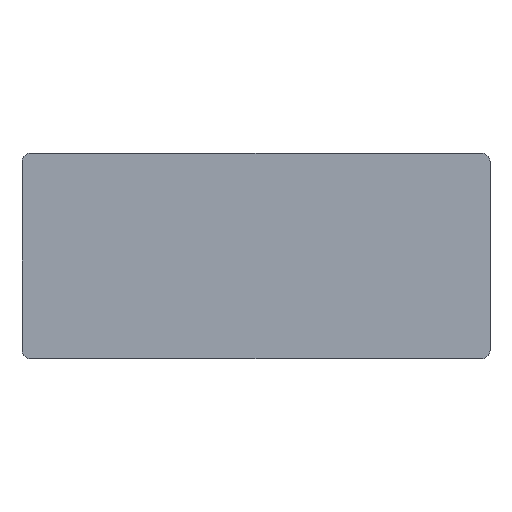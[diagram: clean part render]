
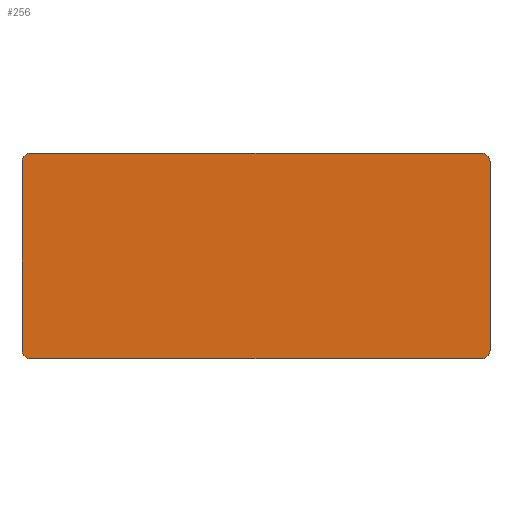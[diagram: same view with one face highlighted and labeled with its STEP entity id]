
A CAD part, top view. The second image highlights one B-rep face of the part: STEP entity #256.
In plain terms, the highlighted planar face has unit normal (0, 0, 1).
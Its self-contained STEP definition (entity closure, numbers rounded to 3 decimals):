
#141=CARTESIAN_POINT('',(0.5,-6.05,1.5));
#142=VERTEX_POINT('',#141);
#149=CARTESIAN_POINT('',(0.0,-5.55,1.5));
#150=VERTEX_POINT('',#149);
#151=CARTESIAN_POINT('',(0.5,-5.55,1.5));
#152=DIRECTION('',(0.0,0.0,-1.0));
#153=DIRECTION('',(-0.707,-0.707,0.0));
#154=AXIS2_PLACEMENT_3D('',#151,#152,#153);
#155=CIRCLE('',#154,0.5);
#156=EDGE_CURVE('',#142,#150,#155,.T.);
#173=CARTESIAN_POINT('',(0.0,5.55,1.5));
#174=VERTEX_POINT('',#173);
#175=CARTESIAN_POINT('',(0.0,5.55,1.5));
#176=DIRECTION('',(0.0,-1.0,0.0));
#177=VECTOR('',#176,11.1);
#178=LINE('',#175,#177);
#179=EDGE_CURVE('',#174,#150,#178,.T.);
#198=CARTESIAN_POINT('',(13.75,0.0,1.5));
#199=DIRECTION('',(0.0,0.0,1.0));
#200=DIRECTION('',(1.0,0.0,0.0));
#201=AXIS2_PLACEMENT_3D('',#198,#199,#200);
#202=PLANE('',#201);
#203=ORIENTED_EDGE('',*,*,#156,.F.);
#204=CARTESIAN_POINT('',(27.,-6.05,1.5));
#205=VERTEX_POINT('',#204);
#206=CARTESIAN_POINT('',(0.5,-6.05,1.5));
#207=DIRECTION('',(1.0,0.0,0.0));
#208=VECTOR('',#207,26.5);
#209=LINE('',#206,#208);
#210=EDGE_CURVE('',#142,#205,#209,.T.);
#211=ORIENTED_EDGE('',*,*,#210,.T.);
#212=CARTESIAN_POINT('',(27.5,-5.55,1.5));
#213=VERTEX_POINT('',#212);
#214=CARTESIAN_POINT('',(27.,-5.55,1.5));
#215=DIRECTION('',(0.0,0.0,-1.0));
#216=DIRECTION('',(0.707,-0.707,0.0));
#217=AXIS2_PLACEMENT_3D('',#214,#215,#216);
#218=CIRCLE('',#217,0.5);
#219=EDGE_CURVE('',#213,#205,#218,.T.);
#220=ORIENTED_EDGE('',*,*,#219,.F.);
#221=CARTESIAN_POINT('',(27.5,5.55,1.5));
#222=VERTEX_POINT('',#221);
#223=CARTESIAN_POINT('',(27.5,-5.55,1.5));
#224=DIRECTION('',(0.0,1.0,0.0));
#225=VECTOR('',#224,11.1);
#226=LINE('',#223,#225);
#227=EDGE_CURVE('',#213,#222,#226,.T.);
#228=ORIENTED_EDGE('',*,*,#227,.T.);
#229=CARTESIAN_POINT('',(27.,6.05,1.5));
#230=VERTEX_POINT('',#229);
#231=CARTESIAN_POINT('',(27.,5.55,1.5));
#232=DIRECTION('',(0.0,0.0,-1.0));
#233=DIRECTION('',(0.707,0.707,0.0));
#234=AXIS2_PLACEMENT_3D('',#231,#232,#233);
#235=CIRCLE('',#234,0.5);
#236=EDGE_CURVE('',#230,#222,#235,.T.);
#237=ORIENTED_EDGE('',*,*,#236,.F.);
#238=CARTESIAN_POINT('',(0.5,6.05,1.5));
#239=VERTEX_POINT('',#238);
#240=CARTESIAN_POINT('',(27.,6.05,1.5));
#241=DIRECTION('',(-1.0,0.0,0.0));
#242=VECTOR('',#241,26.5);
#243=LINE('',#240,#242);
#244=EDGE_CURVE('',#230,#239,#243,.T.);
#245=ORIENTED_EDGE('',*,*,#244,.T.);
#246=CARTESIAN_POINT('',(0.5,5.55,1.5));
#247=DIRECTION('',(0.0,0.0,-1.0));
#248=DIRECTION('',(-0.707,0.707,0.0));
#249=AXIS2_PLACEMENT_3D('',#246,#247,#248);
#250=CIRCLE('',#249,0.5);
#251=EDGE_CURVE('',#174,#239,#250,.T.);
#252=ORIENTED_EDGE('',*,*,#251,.F.);
#253=ORIENTED_EDGE('',*,*,#179,.T.);
#254=EDGE_LOOP('',(#203,#211,#220,#228,#237,#245,#252,#253));
#255=FACE_OUTER_BOUND('',#254,.T.);
#256=ADVANCED_FACE('',(#255),#202,.T.);
